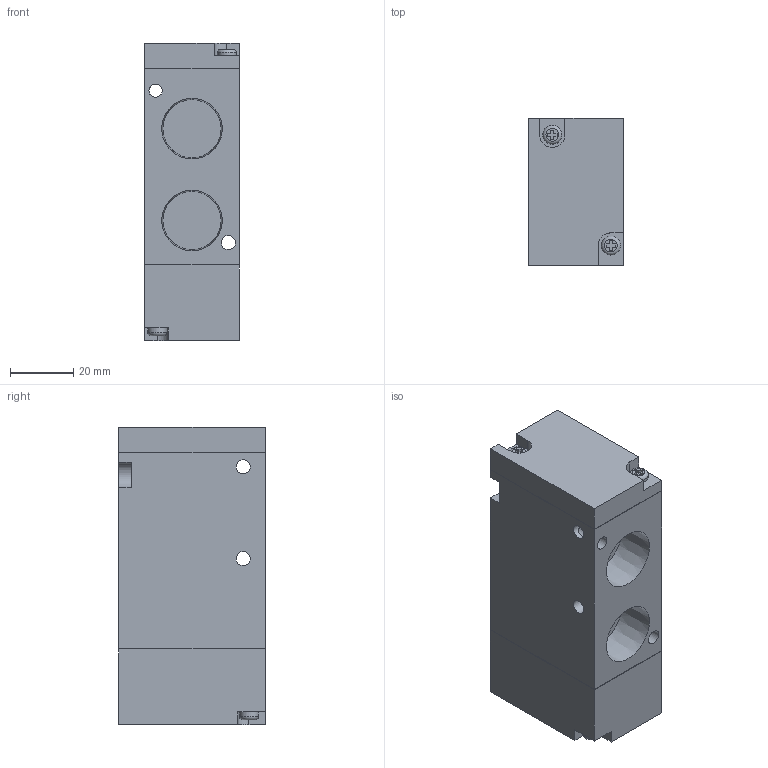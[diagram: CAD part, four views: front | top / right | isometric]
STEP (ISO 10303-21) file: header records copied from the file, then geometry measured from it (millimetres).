
FILE_DESCRIPTION( ( 'STEP AP203' ), '1' );
FILE_NAME( 'MVAA-460-3A1-NO.stp', '2020-07-27T13:00:50', ( 'License CC BY-ND 4.0' ), ( 'CADENAS' ), ' ', 'PARTsolutions', ' ' );
FILE_SCHEMA( ( 'CONFIG_CONTROL_DESIGN' ) );
Length unit declared in the file: millimetre
Products named in the file (1): _MVAA-460-3A1-NO
Bounding box: 30 x 46.4 x 94 mm (x, y, z)
Volume: 116949.9 mm3; surface area: 21728 mm2
Topology: 1 solids, 1 shells, 124 faces, 321 edges, 214 vertices
Faces by surface type: plane 102, cylinder 14, torus 4, cone 4
Full cylindrical faces by diameter (mm): 4.2 x1, 4.5 x3, 6 x4, 7.5 x1
Entity records: 3716 total; most frequent: CARTESIAN_POINT 694, ORIENTED_EDGE 590, DIRECTION 584, EDGE_CURVE 295, LINE 254, VECTOR 254, VERTEX_POINT 207, EDGE_LOOP 168
